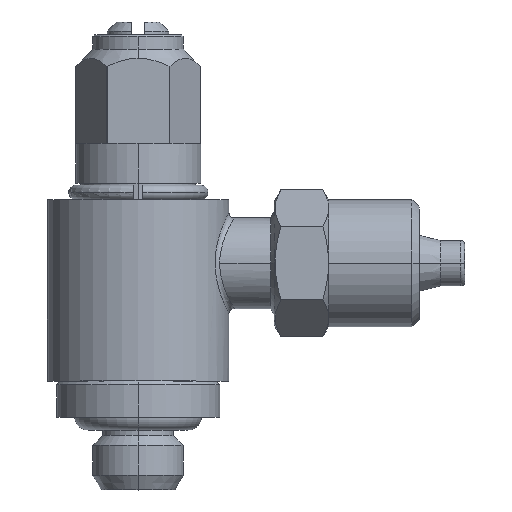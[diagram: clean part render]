
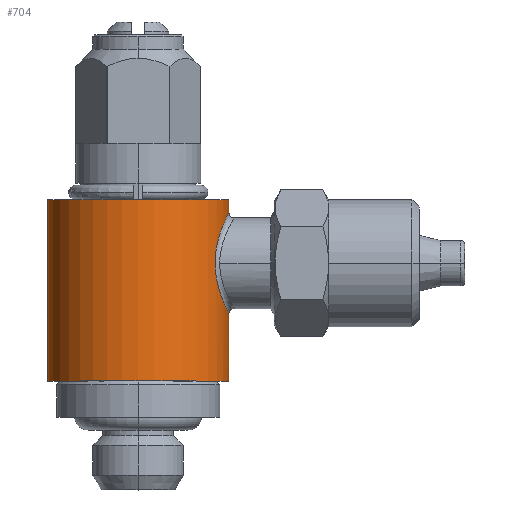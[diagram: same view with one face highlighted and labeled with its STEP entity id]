
A CAD part, top view. The second image highlights one B-rep face of the part: STEP entity #704.
In plain terms, the highlighted cylindrical face has radius 5 mm (diameter 10 mm), a partial arc.
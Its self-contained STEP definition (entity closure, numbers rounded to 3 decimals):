
#689 = VERTEX_POINT ( 'NONE', #2563 ) ;
#690 = ORIENTED_EDGE ( 'NONE', *, *, #691, .F. ) ;
#691 = EDGE_CURVE ( 'NONE', #845, #689, #2562, .T. ) ;
#694 = EDGE_CURVE ( 'NONE', #851, #850, #2467, .T. ) ;
#698 = ORIENTED_EDGE ( 'NONE', *, *, #699, .F. ) ;
#699 = EDGE_CURVE ( 'NONE', #844, #845, #2615, .T. ) ;
#701 = ORIENTED_EDGE ( 'NONE', *, *, #702, .F. ) ;
#702 = EDGE_CURVE ( 'NONE', #841, #865, #2659, .T. ) ;
#704 = ADVANCED_FACE ( 'NONE', ( #2703 ), #2712, .T. ) ;
#708 = EDGE_LOOP ( 'NONE', ( #698, #846, #701, #847, #834, #835, #690 ) ) ;
#828 = EDGE_CURVE ( 'NONE', #851, #841, #3105, .T. ) ;
#834 = ORIENTED_EDGE ( 'NONE', *, *, #694, .T. ) ;
#835 = ORIENTED_EDGE ( 'NONE', *, *, #842, .T. ) ;
#841 = VERTEX_POINT ( 'NONE', #2985 ) ;
#842 = EDGE_CURVE ( 'NONE', #850, #689, #3071, .T. ) ;
#844 = VERTEX_POINT ( 'NONE', #3072 ) ;
#845 = VERTEX_POINT ( 'NONE', #3070 ) ;
#846 = ORIENTED_EDGE ( 'NONE', *, *, #864, .T. ) ;
#847 = ORIENTED_EDGE ( 'NONE', *, *, #828, .F. ) ;
#850 = VERTEX_POINT ( 'NONE', #3131 ) ;
#851 = VERTEX_POINT ( 'NONE', #3130 ) ;
#864 = EDGE_CURVE ( 'NONE', #844, #865, #3036, .T. ) ;
#865 = VERTEX_POINT ( 'NONE', #3032 ) ;
#2465 = CARTESIAN_POINT ( 'NONE',  ( 5., 9.7, 0. ) ) ;
#2467 = B_SPLINE_CURVE_WITH_KNOTS ( 'NONE', 3,
 ( #2465, #2681, #2683, #2646, #2689, #2664, #2685, #2679, #2673, #2654, #2682, #2631, #2630, #2678, #2677, #2612, #2684, #2691, #2690, #2649, #2663, #2662, #2633, #2632, #2676, #2675, #2674, #2648, #2647, #2688, #2687, #2686 ),
 .UNSPECIFIED., .F., .F.,
 ( 4, 2, 2, 2, 2, 2, 2, 2, 2, 2, 2, 2, 2, 2, 2, 4 ),
 ( 0.009, 0.009, 0.01, 0.011, 0.011, 0.012, 0.012, 0.013, 0.013, 0.014, 0.015, 0.015, 0.016, 0.016, 0.017, 0.017 ),
 .UNSPECIFIED. ) ;
#2559 = DIRECTION ( 'NONE',  ( 0., -1., 0. ) ) ;
#2560 = VECTOR ( 'NONE', #2559, 1000. ) ;
#2561 = CARTESIAN_POINT ( 'NONE',  ( 5., 5.5, 0. ) ) ;
#2562 = LINE ( 'NONE', #2561, #2560 ) ;
#2563 = CARTESIAN_POINT ( 'NONE',  ( 5., 15.3, 0. ) ) ;
#2612 = CARTESIAN_POINT ( 'NONE',  ( 4.242, 12.531, 2.647 ) ) ;
#2615 = CIRCLE ( 'NONE', #2636, 5. ) ;
#2628 = CARTESIAN_POINT ( 'NONE',  ( 0., 6., 0. ) ) ;
#2629 = DIRECTION ( 'NONE',  ( 0., 0., -1. ) ) ;
#2630 = CARTESIAN_POINT ( 'NONE',  ( 4.314, 11.668, 2.527 ) ) ;
#2631 = CARTESIAN_POINT ( 'NONE',  ( 4.346, 11.505, 2.474 ) ) ;
#2632 = CARTESIAN_POINT ( 'NONE',  ( 4.616, 14.426, 1.925 ) ) ;
#2633 = CARTESIAN_POINT ( 'NONE',  ( 4.523, 14.159, 2.134 ) ) ;
#2634 = DIRECTION ( 'NONE',  ( 0., 1., 0. ) ) ;
#2635 = CARTESIAN_POINT ( 'NONE',  ( 0., 16., 0. ) ) ;
#2636 = AXIS2_PLACEMENT_3D ( 'NONE', #2635, #2634, #2629 ) ;
#2646 = CARTESIAN_POINT ( 'NONE',  ( 4.954, 9.792, 0.695 ) ) ;
#2647 = CARTESIAN_POINT ( 'NONE',  ( 4.91, 15.115, 0.959 ) ) ;
#2648 = CARTESIAN_POINT ( 'NONE',  ( 4.876, 15.043, 1.118 ) ) ;
#2649 = CARTESIAN_POINT ( 'NONE',  ( 4.358, 13.554, 2.453 ) ) ;
#2654 = CARTESIAN_POINT ( 'NONE',  ( 4.462, 11.037, 2.258 ) ) ;
#2656 = DIRECTION ( 'NONE',  ( 0., 0., 1. ) ) ;
#2657 = DIRECTION ( 'NONE',  ( 0., -1., 0. ) ) ;
#2658 = AXIS2_PLACEMENT_3D ( 'NONE', #2628, #2657, #2656 ) ;
#2659 = CIRCLE ( 'NONE', #2658, 5. ) ;
#2662 = CARTESIAN_POINT ( 'NONE',  ( 4.478, 14.017, 2.226 ) ) ;
#2663 = CARTESIAN_POINT ( 'NONE',  ( 4.395, 13.715, 2.386 ) ) ;
#2664 = CARTESIAN_POINT ( 'NONE',  ( 4.83, 10.056, 1.334 ) ) ;
#2673 = CARTESIAN_POINT ( 'NONE',  ( 4.552, 10.755, 2.072 ) ) ;
#2674 = CARTESIAN_POINT ( 'NONE',  ( 4.798, 14.871, 1.415 ) ) ;
#2675 = CARTESIAN_POINT ( 'NONE',  ( 4.755, 14.772, 1.552 ) ) ;
#2676 = CARTESIAN_POINT ( 'NONE',  ( 4.664, 14.55, 1.807 ) ) ;
#2677 = CARTESIAN_POINT ( 'NONE',  ( 4.253, 12.181, 2.63 ) ) ;
#2678 = CARTESIAN_POINT ( 'NONE',  ( 4.268, 12.005, 2.605 ) ) ;
#2679 = CARTESIAN_POINT ( 'NONE',  ( 4.598, 10.623, 1.967 ) ) ;
#2681 = CARTESIAN_POINT ( 'NONE',  ( 5., 9.7, 0.177 ) ) ;
#2682 = CARTESIAN_POINT ( 'NONE',  ( 4.419, 11.19, 2.34 ) ) ;
#2683 = CARTESIAN_POINT ( 'NONE',  ( 4.99, 9.719, 0.354 ) ) ;
#2684 = CARTESIAN_POINT ( 'NONE',  ( 4.247, 12.705, 2.64 ) ) ;
#2685 = CARTESIAN_POINT ( 'NONE',  ( 4.739, 10.256, 1.614 ) ) ;
#2686 = CARTESIAN_POINT ( 'NONE',  ( 4.992, 15.283, 0.288 ) ) ;
#2687 = CARTESIAN_POINT ( 'NONE',  ( 4.982, 15.263, 0.464 ) ) ;
#2688 = CARTESIAN_POINT ( 'NONE',  ( 4.963, 15.224, 0.633 ) ) ;
#2689 = CARTESIAN_POINT ( 'NONE',  ( 4.928, 9.846, 0.859 ) ) ;
#2690 = CARTESIAN_POINT ( 'NONE',  ( 4.297, 13.225, 2.557 ) ) ;
#2691 = CARTESIAN_POINT ( 'NONE',  ( 4.274, 13.053, 2.595 ) ) ;
#2703 = FACE_OUTER_BOUND ( 'NONE', #708, .T. ) ;
#2704 = CARTESIAN_POINT ( 'NONE',  ( 0., 5.5, 0. ) ) ;
#2705 = AXIS2_PLACEMENT_3D ( 'NONE', #2704, #2710, #2711 ) ;
#2710 = DIRECTION ( 'NONE',  ( 0., -1., 0. ) ) ;
#2711 = DIRECTION ( 'NONE',  ( 1., 0., 0. ) ) ;
#2712 = CYLINDRICAL_SURFACE ( 'NONE', #2705, 5. ) ;
#2958 = DIRECTION ( 'NONE',  ( 0., -1., 0. ) ) ;
#2959 = VECTOR ( 'NONE', #2958, 1000. ) ;
#2985 = CARTESIAN_POINT ( 'NONE',  ( 5., 6., 0. ) ) ;
#3032 = CARTESIAN_POINT ( 'NONE',  ( -5., 6., 0. ) ) ;
#3033 = DIRECTION ( 'NONE',  ( 0., -1., 0. ) ) ;
#3034 = VECTOR ( 'NONE', #3033, 1000. ) ;
#3035 = CARTESIAN_POINT ( 'NONE',  ( -5., 5.5, 0. ) ) ;
#3036 = LINE ( 'NONE', #3035, #3034 ) ;
#3066 = CARTESIAN_POINT ( 'NONE',  ( 4.999, 15.299, 0.096 ) ) ;
#3067 = CARTESIAN_POINT ( 'NONE',  ( 4.997, 15.293, 0.192 ) ) ;
#3068 = CARTESIAN_POINT ( 'NONE',  ( 4.994, 15.289, 0.24 ) ) ;
#3069 = CARTESIAN_POINT ( 'NONE',  ( 4.992, 15.283, 0.288 ) ) ;
#3070 = CARTESIAN_POINT ( 'NONE',  ( 5., 16., 0. ) ) ;
#3071 = B_SPLINE_CURVE_WITH_KNOTS ( 'NONE', 3,
 ( #3069, #3068, #3067, #3066, #3102, #3101 ),
 .UNSPECIFIED., .F., .F.,
 ( 4, 2, 4 ),
 ( 0.017, 0.017, 0.017 ),
 .UNSPECIFIED. ) ;
#3072 = CARTESIAN_POINT ( 'NONE',  ( -5., 16., 0. ) ) ;
#3101 = CARTESIAN_POINT ( 'NONE',  ( 5., 15.3, 0. ) ) ;
#3102 = CARTESIAN_POINT ( 'NONE',  ( 5., 15.3, 0.048 ) ) ;
#3104 = CARTESIAN_POINT ( 'NONE',  ( 5., 5.5, 0. ) ) ;
#3105 = LINE ( 'NONE', #3104, #2959 ) ;
#3130 = CARTESIAN_POINT ( 'NONE',  ( 5., 9.7, 0. ) ) ;
#3131 = CARTESIAN_POINT ( 'NONE',  ( 4.992, 15.283, 0.288 ) ) ;
